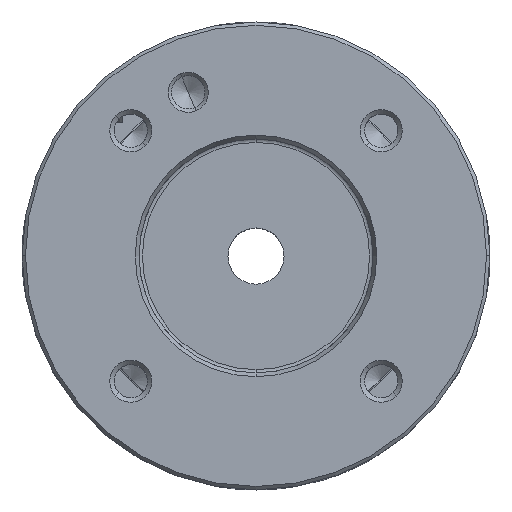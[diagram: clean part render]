
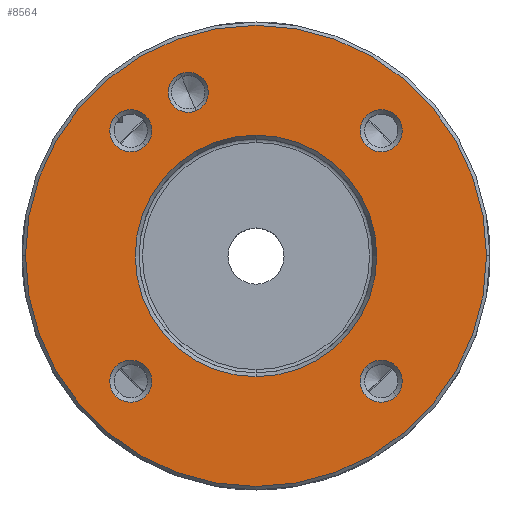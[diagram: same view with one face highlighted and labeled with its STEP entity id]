
A CAD part, top view. The second image highlights one B-rep face of the part: STEP entity #8564.
In plain terms, the highlighted planar face has unit normal (0, 0, 1).
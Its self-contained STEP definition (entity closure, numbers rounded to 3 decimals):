
#1144=CARTESIAN_POINT('',(0.,0.,
60.));
#1145=DIRECTION('',(0.,0.,1.));
#1146=DIRECTION('',(-1.,0.,0.));
#1147=AXIS2_PLACEMENT_3D('',#1144,#1145,#1146);
#1152=CARTESIAN_POINT('',(0.,0.,
60.));
#1153=DIRECTION('',(0.,0.,1.));
#1154=DIRECTION('',(1.,0.,0.));
#1155=AXIS2_PLACEMENT_3D('',#1152,#1153,#1154);
#1160=CARTESIAN_POINT('',(-10.141,24.483,60.));
#1161=DIRECTION('',(0.,0.,-1.));
#1162=DIRECTION('',(0.383,-0.924,0.));
#1163=AXIS2_PLACEMENT_3D('',#1160,#1161,#1162);
#1168=CARTESIAN_POINT('',(-10.141,24.483,60.));
#1169=DIRECTION('',(0.,0.,-1.));
#1170=DIRECTION('',(-0.383,0.924,0.));
#1171=AXIS2_PLACEMENT_3D('',#1168,#1169,#1170);
#1176=CARTESIAN_POINT('',(-18.738,-18.738,60.));
#1177=DIRECTION('',(0.,0.,-1.));
#1178=DIRECTION('',(-0.707,-0.707,0.));
#1179=AXIS2_PLACEMENT_3D('',#1176,#1177,#1178);
#1184=CARTESIAN_POINT('',(-18.738,-18.738,60.));
#1185=DIRECTION('',(0.,0.,-1.));
#1186=DIRECTION('',(0.707,0.707,0.));
#1187=AXIS2_PLACEMENT_3D('',#1184,#1185,#1186);
#1192=CARTESIAN_POINT('',(-18.738,18.738,60.));
#1193=DIRECTION('',(0.,0.,-1.));
#1194=DIRECTION('',(-0.707,0.707,0.));
#1195=AXIS2_PLACEMENT_3D('',#1192,#1193,#1194);
#1200=CARTESIAN_POINT('',(-18.738,18.738,60.));
#1201=DIRECTION('',(0.,0.,-1.));
#1202=DIRECTION('',(0.707,-0.707,0.));
#1203=AXIS2_PLACEMENT_3D('',#1200,#1201,#1202);
#1208=CARTESIAN_POINT('',(18.738,18.738,60.));
#1209=DIRECTION('',(0.,0.,-1.));
#1210=DIRECTION('',(0.707,0.707,0.));
#1211=AXIS2_PLACEMENT_3D('',#1208,#1209,#1210);
#1216=CARTESIAN_POINT('',(18.738,18.738,60.));
#1217=DIRECTION('',(0.,0.,-1.));
#1218=DIRECTION('',(-0.707,-0.707,0.));
#1219=AXIS2_PLACEMENT_3D('',#1216,#1217,#1218);
#1224=CARTESIAN_POINT('',(18.738,-18.738,60.));
#1225=DIRECTION('',(0.,0.,-1.));
#1226=DIRECTION('',(0.707,-0.707,0.));
#1227=AXIS2_PLACEMENT_3D('',#1224,#1225,#1226);
#1232=CARTESIAN_POINT('',(18.738,-18.738,60.));
#1233=DIRECTION('',(0.,0.,-1.));
#1234=DIRECTION('',(-0.707,0.707,0.));
#1235=AXIS2_PLACEMENT_3D('',#1232,#1233,#1234);
#1247=CARTESIAN_POINT('',(0.,0.,60.));
#1248=DIRECTION('',(0.,0.,-1.));
#1249=DIRECTION('',(0.,-1.,0.));
#1250=AXIS2_PLACEMENT_3D('',#1247,#1248,#1249);
#1263=CARTESIAN_POINT('',(0.,0.,60.));
#1264=DIRECTION('',(0.,0.,-1.));
#1265=DIRECTION('',(0.,1.,0.));
#1266=AXIS2_PLACEMENT_3D('',#1263,#1264,#1265);
#7580=CARTESIAN_POINT('',(-8.993,21.711,60.));
#7581=VERTEX_POINT('',#7580);
#7582=CARTESIAN_POINT('',(-11.289,27.254,60.));
#7583=VERTEX_POINT('',#7582);
#7592=CARTESIAN_POINT('',(-20.966,-20.966,60.));
#7594=VERTEX_POINT('',#7592);
#7596=CARTESIAN_POINT('',(-16.511,-16.511,60.));
#7597=VERTEX_POINT('',#7596);
#7604=CARTESIAN_POINT('',(-20.966,20.966,60.));
#7605=VERTEX_POINT('',#7604);
#7606=CARTESIAN_POINT('',(-16.511,16.511,60.));
#7607=VERTEX_POINT('',#7606);
#7614=CARTESIAN_POINT('',(20.966,20.966,60.));
#7615=VERTEX_POINT('',#7614);
#7616=CARTESIAN_POINT('',(16.511,16.511,60.));
#7617=VERTEX_POINT('',#7616);
#7624=CARTESIAN_POINT('',(20.966,-20.966,60.));
#7625=VERTEX_POINT('',#7624);
#7626=CARTESIAN_POINT('',(16.511,-16.511,60.));
#7627=VERTEX_POINT('',#7626);
#7684=CARTESIAN_POINT('',(0.,-18.077,60.));
#7685=CARTESIAN_POINT('',(0.,18.077,60.));
#7686=VERTEX_POINT('',#7684);
#7687=VERTEX_POINT('',#7685);
#7708=CARTESIAN_POINT('',(-34.5,0.,60.));
#7709=CARTESIAN_POINT('',(34.5,0.,60.));
#7710=VERTEX_POINT('',#7708);
#7711=VERTEX_POINT('',#7709);
#8518=CARTESIAN_POINT('',(0.,0.,60.));
#8519=DIRECTION('',(0.,0.,-1.));
#8520=DIRECTION('',(1.,0.,0.));
#8521=AXIS2_PLACEMENT_3D('',#8518,#8519,#8520);
#8522=PLANE('',#8521);
#8523=ORIENTED_EDGE('',*,*,#8508,.F.);
#8525=ORIENTED_EDGE('',*,*,#8524,.F.);
#8526=EDGE_LOOP('',(#8523,#8525));
#8527=FACE_OUTER_BOUND('',#8526,.F.);
#8529=ORIENTED_EDGE('',*,*,#8528,.F.);
#8531=ORIENTED_EDGE('',*,*,#8530,.F.);
#8532=EDGE_LOOP('',(#8529,#8531));
#8533=FACE_BOUND('',#8532,.F.);
#8535=ORIENTED_EDGE('',*,*,#8534,.F.);
#8537=ORIENTED_EDGE('',*,*,#8536,.F.);
#8538=EDGE_LOOP('',(#8535,#8537));
#8539=FACE_BOUND('',#8538,.F.);
#8541=ORIENTED_EDGE('',*,*,#8540,.F.);
#8543=ORIENTED_EDGE('',*,*,#8542,.F.);
#8544=EDGE_LOOP('',(#8541,#8543));
#8545=FACE_BOUND('',#8544,.F.);
#8547=ORIENTED_EDGE('',*,*,#8546,.F.);
#8549=ORIENTED_EDGE('',*,*,#8548,.F.);
#8550=EDGE_LOOP('',(#8547,#8549));
#8551=FACE_BOUND('',#8550,.F.);
#8553=ORIENTED_EDGE('',*,*,#8552,.F.);
#8555=ORIENTED_EDGE('',*,*,#8554,.F.);
#8556=EDGE_LOOP('',(#8553,#8555));
#8557=FACE_BOUND('',#8556,.F.);
#8559=ORIENTED_EDGE('',*,*,#8558,.F.);
#8561=ORIENTED_EDGE('',*,*,#8560,.F.);
#8562=EDGE_LOOP('',(#8559,#8561));
#8563=FACE_BOUND('',#8562,.F.);
#1148=CIRCLE('',#1147,34.5);
#1156=CIRCLE('',#1155,34.5);
#1164=CIRCLE('',#1163,3.);
#1172=CIRCLE('',#1171,3.);
#1180=CIRCLE('',#1179,3.15);
#1188=CIRCLE('',#1187,3.15);
#1196=CIRCLE('',#1195,3.15);
#1204=CIRCLE('',#1203,3.15);
#1212=CIRCLE('',#1211,3.15);
#1220=CIRCLE('',#1219,3.15);
#1228=CIRCLE('',#1227,3.15);
#1236=CIRCLE('',#1235,3.15);
#1251=CIRCLE('',#1250,18.077);
#1267=CIRCLE('',#1266,18.077);
#8508=EDGE_CURVE('',#7710,#7711,#1148,.T.);
#8524=EDGE_CURVE('',#7711,#7710,#1156,.T.);
#8528=EDGE_CURVE('',#7686,#7687,#1251,.T.);
#8530=EDGE_CURVE('',#7687,#7686,#1267,.T.);
#8534=EDGE_CURVE('',#7581,#7583,#1164,.T.);
#8536=EDGE_CURVE('',#7583,#7581,#1172,.T.);
#8540=EDGE_CURVE('',#7594,#7597,#1180,.T.);
#8542=EDGE_CURVE('',#7597,#7594,#1188,.T.);
#8546=EDGE_CURVE('',#7605,#7607,#1196,.T.);
#8548=EDGE_CURVE('',#7607,#7605,#1204,.T.);
#8552=EDGE_CURVE('',#7615,#7617,#1212,.T.);
#8554=EDGE_CURVE('',#7617,#7615,#1220,.T.);
#8558=EDGE_CURVE('',#7625,#7627,#1228,.T.);
#8560=EDGE_CURVE('',#7627,#7625,#1236,.T.);
#8564=ADVANCED_FACE('',(#8527,#8533,#8539,#8545,#8551,#8557,#8563),#8522,.F.);
